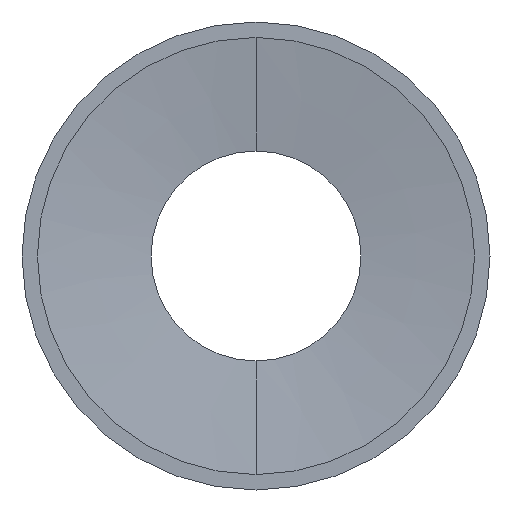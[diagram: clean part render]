
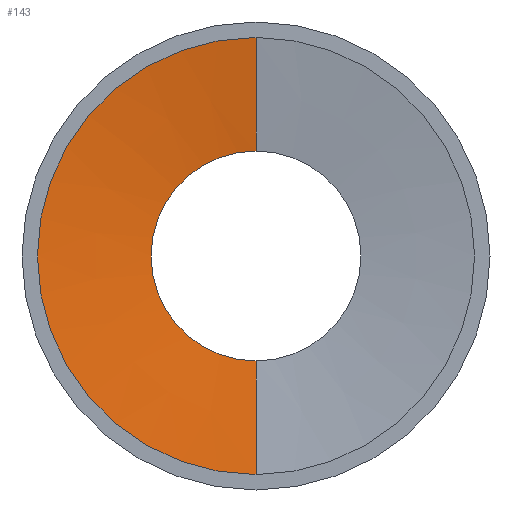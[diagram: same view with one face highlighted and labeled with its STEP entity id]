
A CAD part, front view. The second image highlights one B-rep face of the part: STEP entity #143.
In plain terms, the highlighted conical face has half-angle 82.523 degrees and reference radius 6.5 mm.
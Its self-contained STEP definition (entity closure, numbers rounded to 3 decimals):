
#6 = EDGE_CURVE ( 'NONE', #209, #278, #217, .T. ) ;
#24 = CARTESIAN_POINT ( 'NONE',  ( 0., 0.924, 6.5 ) ) ;
#28 = CARTESIAN_POINT ( 'NONE',  ( 0., 0.924, -6.5 ) ) ;
#30 = CARTESIAN_POINT ( 'NONE',  ( 0., 0.924, 0. ) ) ;
#31 = CIRCLE ( 'NONE', #178, 13.542 ) ;
#33 = ORIENTED_EDGE ( 'NONE', *, *, #119, .T. ) ;
#37 = ORIENTED_EDGE ( 'NONE', *, *, #138, .T. ) ;
#51 = DIRECTION ( 'NONE',  ( 0., 0., -1. ) ) ;
#58 = CARTESIAN_POINT ( 'NONE',  ( 0., 0.924, 6.5 ) ) ;
#66 = DIRECTION ( 'NONE',  ( 0., -0.13, 0.991 ) ) ;
#85 = LINE ( 'NONE', #24, #245 ) ;
#106 = DIRECTION ( 'NONE',  ( 0., 0., -1. ) ) ;
#111 = DIRECTION ( 'NONE',  ( 0., 0., -1. ) ) ;
#119 = EDGE_CURVE ( 'NONE', #233, #281, #85, .T. ) ;
#130 = CARTESIAN_POINT ( 'NONE',  ( 0., 0.924, 0. ) ) ;
#133 = CARTESIAN_POINT ( 'NONE',  ( 0., 0., 13.542 ) ) ;
#138 = EDGE_CURVE ( 'NONE', #281, #278, #31, .T. ) ;
#143 = ADVANCED_FACE ( 'NONE', ( #262 ), #277, .F. ) ;
#163 = DIRECTION ( 'NONE',  ( 0., -1., 0. ) ) ;
#175 = ORIENTED_EDGE ( 'NONE', *, *, #213, .F. ) ;
#178 = AXIS2_PLACEMENT_3D ( 'NONE', #224, #283, #106 ) ;
#190 = AXIS2_PLACEMENT_3D ( 'NONE', #30, #163, #51 ) ;
#194 = ORIENTED_EDGE ( 'NONE', *, *, #6, .F. ) ;
#195 = AXIS2_PLACEMENT_3D ( 'NONE', #130, #221, #111 ) ;
#199 = CARTESIAN_POINT ( 'NONE',  ( 0., 0., -13.542 ) ) ;
#209 = VERTEX_POINT ( 'NONE', #28 ) ;
#211 = EDGE_LOOP ( 'NONE', ( #175, #33, #37, #194 ) ) ;
#213 = EDGE_CURVE ( 'NONE', #233, #209, #241, .T. ) ;
#217 = LINE ( 'NONE', #276, #260 ) ;
#221 = DIRECTION ( 'NONE',  ( 0., -1., 0. ) ) ;
#224 = CARTESIAN_POINT ( 'NONE',  ( 0., 0., 0. ) ) ;
#233 = VERTEX_POINT ( 'NONE', #58 ) ;
#241 = CIRCLE ( 'NONE', #190, 6.5 ) ;
#245 = VECTOR ( 'NONE', #66, 1000. ) ;
#255 = DIRECTION ( 'NONE',  ( 0., -0.13, -0.991 ) ) ;
#260 = VECTOR ( 'NONE', #255, 1000. ) ;
#262 = FACE_OUTER_BOUND ( 'NONE', #211, .T. ) ;
#276 = CARTESIAN_POINT ( 'NONE',  ( 0., 0.924, -6.5 ) ) ;
#277 = CONICAL_SURFACE ( 'NONE', #195, 6.5, 1.44 ) ;
#278 = VERTEX_POINT ( 'NONE', #199 ) ;
#281 = VERTEX_POINT ( 'NONE', #133 ) ;
#283 = DIRECTION ( 'NONE',  ( 0., -1., 0. ) ) ;
